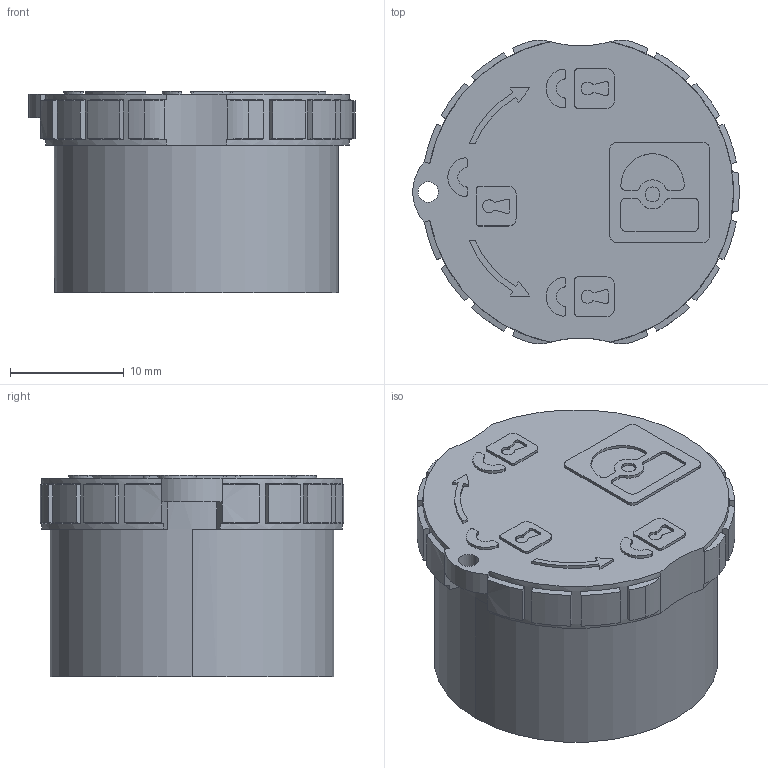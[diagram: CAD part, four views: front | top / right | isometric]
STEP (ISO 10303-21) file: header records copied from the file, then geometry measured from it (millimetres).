
FILE_DESCRIPTION((''),'2;1');
FILE_NAME('SF-Z0019_E-SHOP_ASM','2017-12-12T',('vbengel'),(''),'PRO/ENGINEER BY PARAMETRIC TECHNOLOGY CORPORATION, 2014200','PRO/ENGINEER BY PARAMETRIC TECHNOLOGY CORPORATION, 2014200','');
FILE_SCHEMA(('AUTOMOTIVE_DESIGN { 1 0 10303 214 1 1 1 1 }'));
Length unit declared in the file: millimetre
Products named in the file (2): 1515200; SF-Z0019_E-SHOP_ASM
Assembly tree (1 placements, depth 2):
  SF-Z0019_E-SHOP_ASM
    1515200
Bounding box: 28.74 x 26.78 x 17.75 mm (x, y, z)
Volume: 2196.5 mm3; surface area: 3878.9 mm2
Topology: 1 solids, 1 shells, 252 faces, 661 edges, 438 vertices
Faces by surface type: plane 109, cylinder 102, cone 40, extrusion 1
Entity records: 12123 total; most frequent: CARTESIAN_POINT 1686, DIRECTION 1339, ORIENTED_EDGE 1322, PRESENTATION_STYLE_ASSIGNMENT 915, STYLED_ITEM 915, CURVE_STYLE 662, EDGE_CURVE 661, AXIS2_PLACEMENT_3D 501
